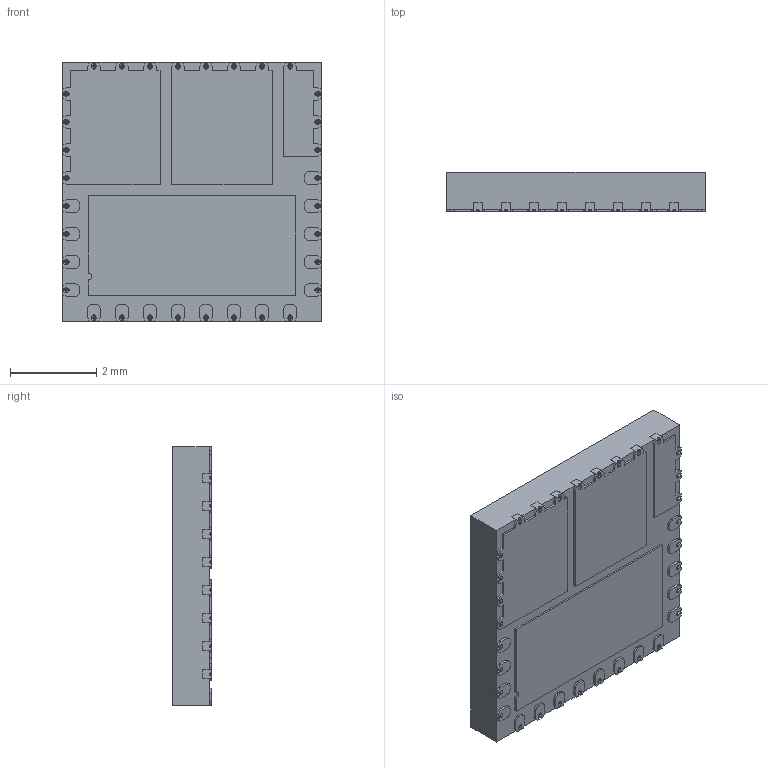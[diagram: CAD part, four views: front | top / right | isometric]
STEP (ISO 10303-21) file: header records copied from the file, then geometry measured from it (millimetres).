
FILE_DESCRIPTION (( 'STEP AP214' ), '1' );
FILE_NAME ('MIC28514T-E-PHA.STEP', '2019-11-18T13:24:21', ( '' ), ( '' ), 'SwSTEP 2.0', 'SolidWorks 2017', '' );
FILE_SCHEMA (( 'AUTOMOTIVE_DESIGN' ));
Length unit declared in the file: millimetre
Products named in the file (1): MIC28514T-E-PHA
Bounding box: 6 x 0.9 x 6 mm (x, y, z)
Volume: 31.9 mm3; surface area: 167.5 mm2
Topology: 23 solids, 23 shells, 896 faces, 2416 edges, 1568 vertices
Faces by surface type: plane 614, cylinder 234, torus 48
Entity records: 27904 total; most frequent: CARTESIAN_POINT 5361, ORIENTED_EDGE 4832, DIRECTION 4406, EDGE_CURVE 2416, LINE 1900, VECTOR 1900, VERTEX_POINT 1568, AXIS2_PLACEMENT_3D 1253
